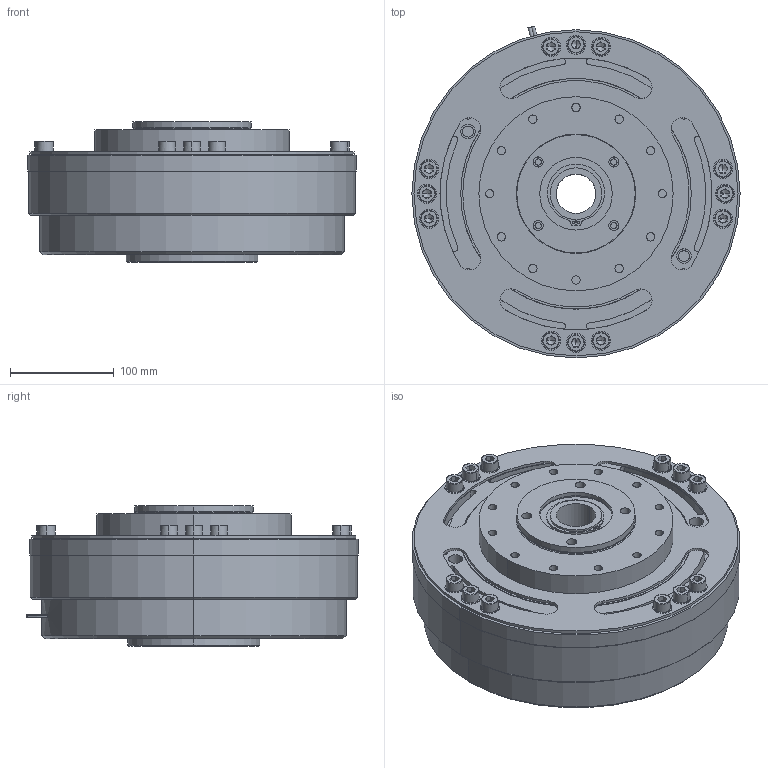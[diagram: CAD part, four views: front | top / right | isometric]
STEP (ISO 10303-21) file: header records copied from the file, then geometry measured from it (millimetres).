
FILE_DESCRIPTION (( 'STEP AP203' ), '1' );
FILE_NAME ('MMC 140E-04_80005158.STEP', '2016-08-11T02:43:05', ( ' ' ), ( '' ), 'SwSTEP 2.0', 'SolidWorks 2009', '' );
FILE_SCHEMA (( 'CONFIG_CONTROL_DESIGN' ));
Length unit declared in the file: millimetre
Products named in the file (1): MMC 140E-04_80005158
Bounding box: 316 x 319.65 x 135 mm (x, y, z)
Volume: 7734503.1 mm3; surface area: 385893.4 mm2
Topology: 1 solids, 1 shells, 665 faces, 1615 edges, 996 vertices
Faces by surface type: plane 304, cylinder 295, cone 34, torus 32
Entity records: 19660 total; most frequent: DIRECTION 3713, CARTESIAN_POINT 3353, ORIENTED_EDGE 3174, EDGE_CURVE 1587, AXIS2_PLACEMENT_3D 1464, VERTEX_POINT 996, CIRCLE 798, EDGE_LOOP 795
